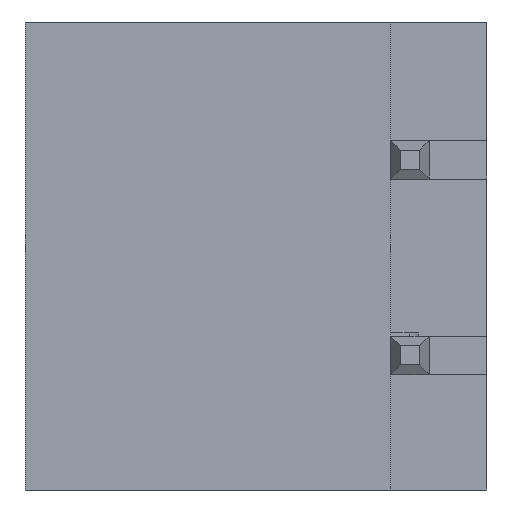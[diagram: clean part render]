
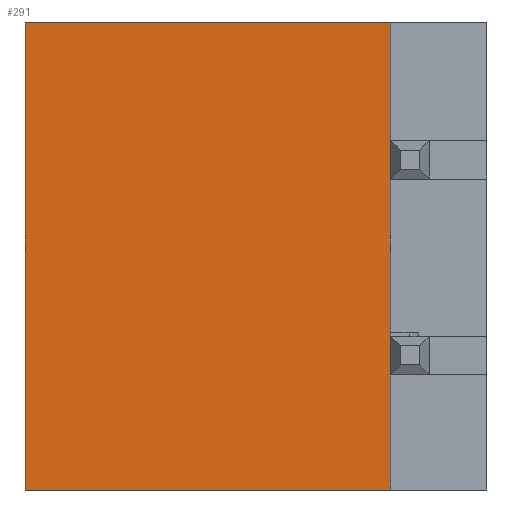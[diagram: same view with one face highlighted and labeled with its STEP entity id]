
A CAD part, front view. The second image highlights one B-rep face of the part: STEP entity #291.
In plain terms, the highlighted planar face has unit normal (0, -1, 0).
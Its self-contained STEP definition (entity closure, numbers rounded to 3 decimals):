
#107 = VERTEX_POINT ( 'NONE', #932 ) ;
#117 = VERTEX_POINT ( 'NONE', #2958 ) ;
#183 = DIRECTION ( 'NONE',  ( 1., 0., 0. ) ) ;
#236 = DIRECTION ( 'NONE',  ( 0., 0., 1. ) ) ;
#291 = ADVANCED_FACE ( 'NONE', ( #2010 ), #3708, .F. ) ;
#294 = DIRECTION ( 'NONE',  ( 1., 0., 0. ) ) ;
#552 = VERTEX_POINT ( 'NONE', #1021 ) ;
#716 = ORIENTED_EDGE ( 'NONE', *, *, #6497, .T. ) ;
#848 = VECTOR ( 'NONE', #3340, 1000. ) ;
#932 = CARTESIAN_POINT ( 'NONE',  ( -6., -4.3, 6.08 ) ) ;
#1021 = CARTESIAN_POINT ( 'NONE',  ( 3.5, -4.3, 6.08 ) ) ;
#1042 = CARTESIAN_POINT ( 'NONE',  ( -6., -4.3, 6.08 ) ) ;
#1812 = CARTESIAN_POINT ( 'NONE',  ( -6., -4.3, -6.08 ) ) ;
#1815 = EDGE_CURVE ( 'NONE', #107, #552, #5356, .T. ) ;
#1953 = CARTESIAN_POINT ( 'NONE',  ( 3.5, -4.3, -6.08 ) ) ;
#2010 = FACE_OUTER_BOUND ( 'NONE', #4979, .T. ) ;
#2056 = LINE ( 'NONE', #4859, #4873 ) ;
#2342 = EDGE_CURVE ( 'NONE', #117, #5865, #5700, .T. ) ;
#2646 = DIRECTION ( 'NONE',  ( 0., 1., 0. ) ) ;
#2685 = CARTESIAN_POINT ( 'NONE',  ( -6., -4.3, 6.08 ) ) ;
#2958 = CARTESIAN_POINT ( 'NONE',  ( -6., -4.3, -6.08 ) ) ;
#3129 = VECTOR ( 'NONE', #183, 1000. ) ;
#3340 = DIRECTION ( 'NONE',  ( 0., 0., -1. ) ) ;
#3708 = PLANE ( 'NONE',  #5015 ) ;
#3891 = LINE ( 'NONE', #6384, #848 ) ;
#3952 = VECTOR ( 'NONE', #294, 1000. ) ;
#4032 = ORIENTED_EDGE ( 'NONE', *, *, #5813, .T. ) ;
#4859 = CARTESIAN_POINT ( 'NONE',  ( 3.5, -4.3, -6.08 ) ) ;
#4873 = VECTOR ( 'NONE', #5389, 1000. ) ;
#4979 = EDGE_LOOP ( 'NONE', ( #5669, #716, #6083, #4032 ) ) ;
#5015 = AXIS2_PLACEMENT_3D ( 'NONE', #2685, #2646, #236 ) ;
#5356 = LINE ( 'NONE', #1042, #3129 ) ;
#5389 = DIRECTION ( 'NONE',  ( 0., 0., 1. ) ) ;
#5669 = ORIENTED_EDGE ( 'NONE', *, *, #2342, .T. ) ;
#5700 = LINE ( 'NONE', #1812, #3952 ) ;
#5813 = EDGE_CURVE ( 'NONE', #107, #117, #3891, .T. ) ;
#5865 = VERTEX_POINT ( 'NONE', #1953 ) ;
#6083 = ORIENTED_EDGE ( 'NONE', *, *, #1815, .F. ) ;
#6384 = CARTESIAN_POINT ( 'NONE',  ( -6., -4.3, 6.08 ) ) ;
#6497 = EDGE_CURVE ( 'NONE', #5865, #552, #2056, .T. ) ;
